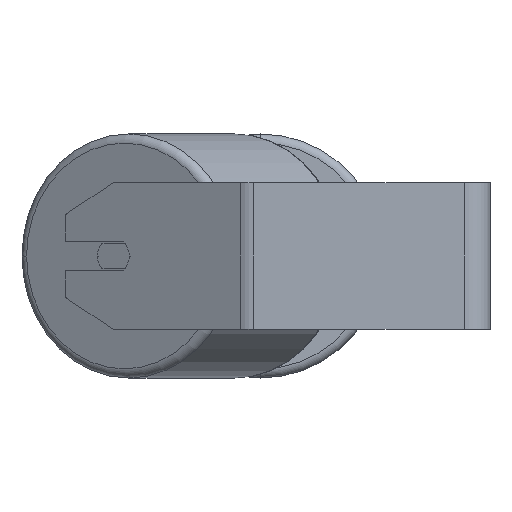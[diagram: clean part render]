
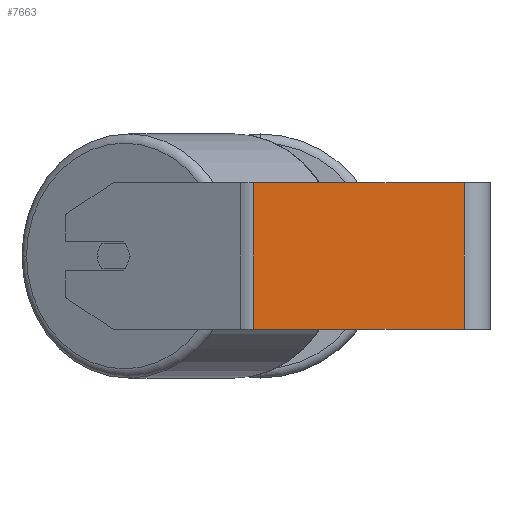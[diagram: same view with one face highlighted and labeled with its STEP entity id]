
A CAD part, left-side view. The second image highlights one B-rep face of the part: STEP entity #7663.
In plain terms, the highlighted planar face has unit normal (-1, 0, 0).
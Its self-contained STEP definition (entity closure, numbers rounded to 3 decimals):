
#36 = PLANE ( 'NONE',  #8233 ) ;
#658 = VERTEX_POINT ( 'NONE', #5655 ) ;
#1182 = LINE ( 'NONE', #2645, #8321 ) ;
#1249 = VECTOR ( 'NONE', #1903, 1000. ) ;
#1336 = CARTESIAN_POINT ( 'NONE',  ( -260., 132.633, 40. ) ) ;
#1595 = ORIENTED_EDGE ( 'NONE', *, *, #6188, .T. ) ;
#1822 = VECTOR ( 'NONE', #5171, 1000. ) ;
#1903 = DIRECTION ( 'NONE',  ( 0., 0., -1. ) ) ;
#2332 = DIRECTION ( 'NONE',  ( 0., -1., 0. ) ) ;
#2473 = CARTESIAN_POINT ( 'NONE',  ( -260., 14., 40. ) ) ;
#2645 = CARTESIAN_POINT ( 'NONE',  ( -260., 14., 40. ) ) ;
#2804 = LINE ( 'NONE', #6116, #3318 ) ;
#3190 = DIRECTION ( 'NONE',  ( 0., 0., -1. ) ) ;
#3287 = EDGE_CURVE ( 'NONE', #6177, #658, #7058, .T. ) ;
#3318 = VECTOR ( 'NONE', #2332, 1000. ) ;
#3331 = VERTEX_POINT ( 'NONE', #3773 ) ;
#3480 = ORIENTED_EDGE ( 'NONE', *, *, #3970, .F. ) ;
#3524 = CARTESIAN_POINT ( 'NONE',  ( -260., 128.881, 40. ) ) ;
#3602 = ORIENTED_EDGE ( 'NONE', *, *, #3287, .T. ) ;
#3773 = CARTESIAN_POINT ( 'NONE',  ( -260., 14., -40. ) ) ;
#3970 = EDGE_CURVE ( 'NONE', #7468, #3331, #1182, .T. ) ;
#5171 = DIRECTION ( 'NONE',  ( 0., -1., 0. ) ) ;
#5229 = CARTESIAN_POINT ( 'NONE',  ( -260., 132.633, 40. ) ) ;
#5655 = CARTESIAN_POINT ( 'NONE',  ( -260., 128.881, -40. ) ) ;
#5872 = DIRECTION ( 'NONE',  ( 0., 0., -1. ) ) ;
#6116 = CARTESIAN_POINT ( 'NONE',  ( -260., 132.633, -40. ) ) ;
#6177 = VERTEX_POINT ( 'NONE', #3524 ) ;
#6188 = EDGE_CURVE ( 'NONE', #658, #3331, #2804, .T. ) ;
#6423 = EDGE_CURVE ( 'NONE', #6177, #7468, #7182, .T. ) ;
#6427 = DIRECTION ( 'NONE',  ( 1., 0., 0. ) ) ;
#6777 = ORIENTED_EDGE ( 'NONE', *, *, #6423, .F. ) ;
#6982 = EDGE_LOOP ( 'NONE', ( #1595, #3480, #6777, #3602 ) ) ;
#7058 = LINE ( 'NONE', #7739, #1249 ) ;
#7182 = LINE ( 'NONE', #1336, #1822 ) ;
#7468 = VERTEX_POINT ( 'NONE', #2473 ) ;
#7663 = ADVANCED_FACE ( 'NONE', ( #8343 ), #36, .F. ) ;
#7739 = CARTESIAN_POINT ( 'NONE',  ( -260., 128.881, 40. ) ) ;
#8233 = AXIS2_PLACEMENT_3D ( 'NONE', #5229, #6427, #3190 ) ;
#8321 = VECTOR ( 'NONE', #5872, 1000. ) ;
#8343 = FACE_OUTER_BOUND ( 'NONE', #6982, .T. ) ;
